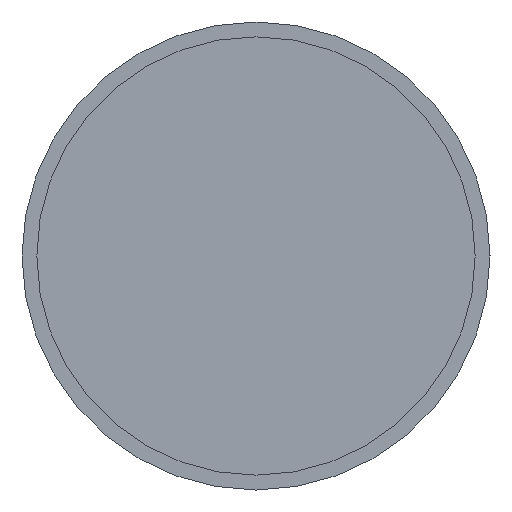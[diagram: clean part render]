
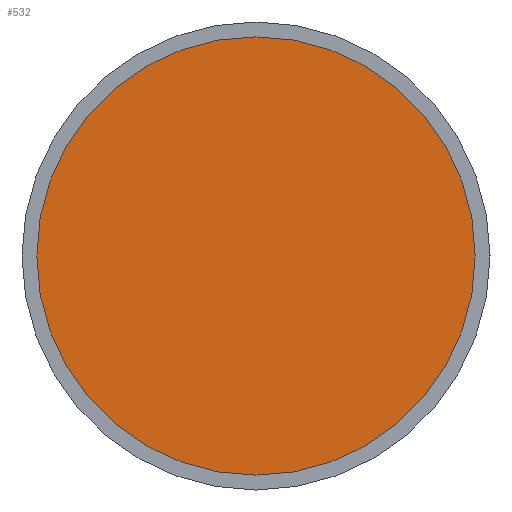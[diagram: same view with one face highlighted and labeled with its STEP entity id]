
A CAD part, left-side view. The second image highlights one B-rep face of the part: STEP entity #532.
In plain terms, the highlighted planar face has unit normal (-1, 0, 0).
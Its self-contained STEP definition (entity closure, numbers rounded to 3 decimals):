
#67 = ORIENTED_EDGE ( 'NONE', *, *, #544, .T. ) ;
#81 = PLANE ( 'NONE',  #1465 ) ;
#112 = AXIS2_PLACEMENT_3D ( 'NONE', #752, #1578, #624 ) ;
#394 = EDGE_CURVE ( 'NONE', #905, #1129, #481, .T. ) ;
#481 = CIRCLE ( 'NONE', #112, 64.625 ) ;
#532 = ADVANCED_FACE ( 'NONE', ( #684 ), #81, .T. ) ;
#544 = EDGE_CURVE ( 'NONE', #1129, #905, #1290, .T. ) ;
#601 = DIRECTION ( 'NONE',  ( 0., 0., 1. ) ) ;
#604 = DIRECTION ( 'NONE',  ( -1., 0., 0. ) ) ;
#624 = DIRECTION ( 'NONE',  ( 0., 0., 1. ) ) ;
#664 = CARTESIAN_POINT ( 'NONE',  ( 2.351, 0., -64.625 ) ) ;
#672 = ORIENTED_EDGE ( 'NONE', *, *, #394, .T. ) ;
#684 = FACE_OUTER_BOUND ( 'NONE', #751, .T. ) ;
#723 = CARTESIAN_POINT ( 'NONE',  ( 2.351, 0., 0. ) ) ;
#751 = EDGE_LOOP ( 'NONE', ( #672, #67 ) ) ;
#752 = CARTESIAN_POINT ( 'NONE',  ( 2.351, 0., 0. ) ) ;
#905 = VERTEX_POINT ( 'NONE', #664 ) ;
#1018 = CARTESIAN_POINT ( 'NONE',  ( 2.351, 0., 0. ) ) ;
#1129 = VERTEX_POINT ( 'NONE', #1430 ) ;
#1290 = CIRCLE ( 'NONE', #1550, 64.625 ) ;
#1423 = DIRECTION ( 'NONE',  ( 0., 0., 1. ) ) ;
#1430 = CARTESIAN_POINT ( 'NONE',  ( 2.351, 0., 64.625 ) ) ;
#1465 = AXIS2_PLACEMENT_3D ( 'NONE', #1018, #604, #1423 ) ;
#1545 = DIRECTION ( 'NONE',  ( -1., 0., 0. ) ) ;
#1550 = AXIS2_PLACEMENT_3D ( 'NONE', #723, #1545, #601 ) ;
#1578 = DIRECTION ( 'NONE',  ( -1., 0., 0. ) ) ;
